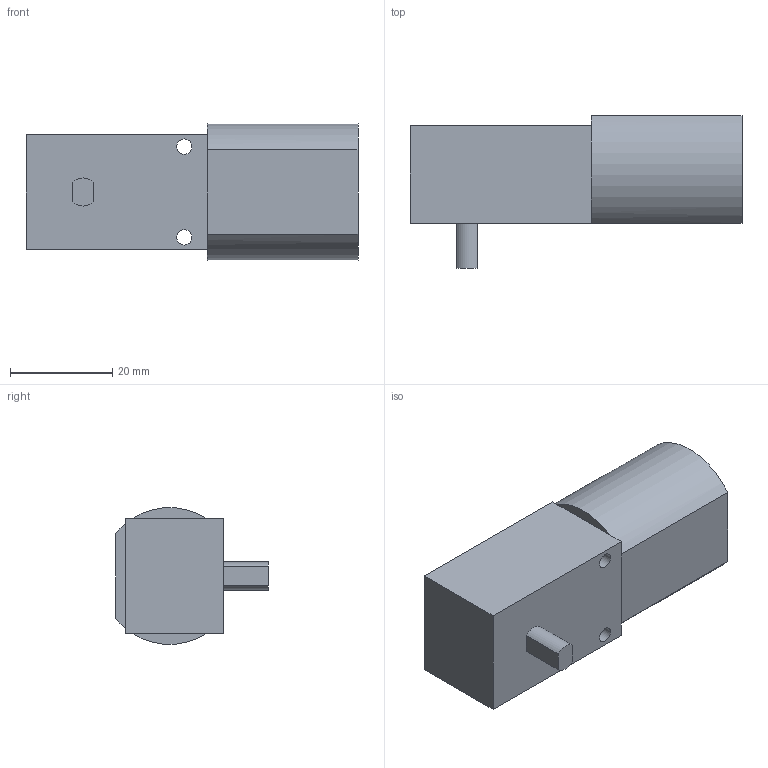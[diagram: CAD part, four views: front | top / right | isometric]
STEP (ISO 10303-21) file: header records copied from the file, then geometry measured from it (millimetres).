
FILE_DESCRIPTION(('FreeCAD Model'),'2;1');
FILE_NAME('Open CASCADE Shape Model','2023-02-20T21:08:03',(''),(''), 'Open CASCADE STEP processor 7.6','FreeCAD','Unknown');
FILE_SCHEMA(('AUTOMOTIVE_DESIGN { 1 0 10303 214 1 1 1 1 }'));
Length unit declared in the file: millimetre
Products named in the file (1): мотор перемещения
Bounding box: 64.8 x 29.8 x 26.61 mm (x, y, z)
Volume: 29548.1 mm3; surface area: 6807.6 mm2
Topology: 1 solids, 1 shells, 24 faces, 55 edges, 34 vertices
Faces by surface type: plane 18, cylinder 6
Full cylindrical faces by diameter (mm): 3 x2
Entity records: 1430 total; most frequent: CARTESIAN_POINT 248, DIRECTION 229, LINE 129, VECTOR 129, ORIENTED_EDGE 110, PCURVE 110, DEFINITIONAL_REPRESENTATION 110, EDGE_CURVE 55
